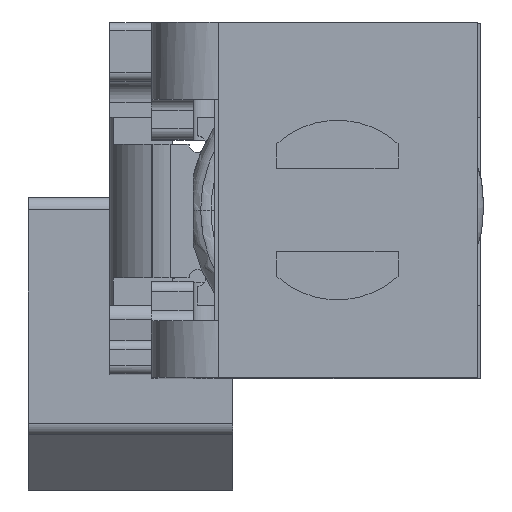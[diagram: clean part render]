
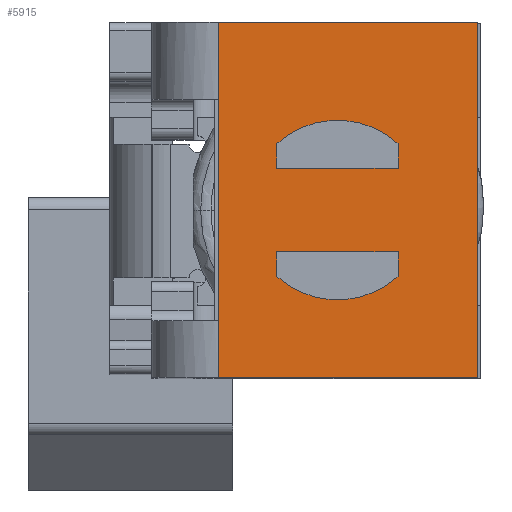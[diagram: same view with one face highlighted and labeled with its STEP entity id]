
A CAD part, top view. The second image highlights one B-rep face of the part: STEP entity #5915.
In plain terms, the highlighted planar face has unit normal (0, 0, 1).
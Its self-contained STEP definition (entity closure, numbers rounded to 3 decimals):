
#4903=AXIS2_PLACEMENT_3D('Circle Axis2P3D',#4901,#4902,$) ;
#4922=AXIS2_PLACEMENT_3D('Circle Axis2P3D',#4920,#4921,$) ;
#5883=AXIS2_PLACEMENT_3D('Plane Axis2P3D',#5880,#5881,#5882) ;
#1132=CARTESIAN_POINT('Vertex',(4.55,11.15,45.2)) ;
#1135=CARTESIAN_POINT('Line Origine',(7.65,11.15,45.2)) ;
#1139=CARTESIAN_POINT('Vertex',(10.75,11.15,45.2)) ;
#4841=CARTESIAN_POINT('Vertex',(8.85,5.063,45.2)) ;
#4844=CARTESIAN_POINT('Line Origine',(8.85,5.356,45.2)) ;
#4848=CARTESIAN_POINT('Vertex',(8.85,5.65,45.2)) ;
#4863=CARTESIAN_POINT('Line Origine',(7.4,5.65,45.2)) ;
#4867=CARTESIAN_POINT('Vertex',(5.95,5.65,45.2)) ;
#4882=CARTESIAN_POINT('Line Origine',(5.95,5.357,45.2)) ;
#4886=CARTESIAN_POINT('Vertex',(5.95,5.063,45.2)) ;
#4901=CARTESIAN_POINT('Axis2P3D Location',(7.4,6.65,45.2)) ;
#4917=CARTESIAN_POINT('Vertex',(8.85,8.238,45.2)) ;
#4920=CARTESIAN_POINT('Axis2P3D Location',(7.4,6.651,45.2)) ;
#4924=CARTESIAN_POINT('Vertex',(5.95,8.238,45.2)) ;
#4939=CARTESIAN_POINT('Line Origine',(5.95,7.944,45.2)) ;
#4943=CARTESIAN_POINT('Vertex',(5.95,7.65,45.2)) ;
#4958=CARTESIAN_POINT('Line Origine',(7.4,7.65,45.2)) ;
#4962=CARTESIAN_POINT('Vertex',(8.85,7.65,45.2)) ;
#4977=CARTESIAN_POINT('Line Origine',(8.85,7.944,45.2)) ;
#5861=CARTESIAN_POINT('Line Origine',(10.75,6.9,45.2)) ;
#5865=CARTESIAN_POINT('Vertex',(10.75,2.65,45.2)) ;
#5880=CARTESIAN_POINT('Axis2P3D Location',(4.55,2.65,45.2)) ;
#5885=CARTESIAN_POINT('Line Origine',(4.55,6.9,45.2)) ;
#5889=CARTESIAN_POINT('Vertex',(4.55,2.65,45.2)) ;
#5892=CARTESIAN_POINT('Line Origine',(7.65,2.65,45.2)) ;
#1136=DIRECTION('Vector Direction',(1.,0.,0.)) ;
#4845=DIRECTION('Vector Direction',(0.,-1.,0.)) ;
#4864=DIRECTION('Vector Direction',(1.,0.,0.)) ;
#4883=DIRECTION('Vector Direction',(0.,1.,0.)) ;
#4902=DIRECTION('Axis2P3D Direction',(0.,0.,1.)) ;
#4921=DIRECTION('Axis2P3D Direction',(0.,0.,1.)) ;
#4940=DIRECTION('Vector Direction',(0.,1.,0.)) ;
#4959=DIRECTION('Vector Direction',(-1.,0.,0.)) ;
#4978=DIRECTION('Vector Direction',(0.,-1.,0.)) ;
#5862=DIRECTION('Vector Direction',(0.,1.,0.)) ;
#5881=DIRECTION('Axis2P3D Direction',(0.,0.,1.)) ;
#5882=DIRECTION('Axis2P3D XDirection',(1.,0.,0.)) ;
#5886=DIRECTION('Vector Direction',(0.,-1.,0.)) ;
#5893=DIRECTION('Vector Direction',(1.,0.,0.)) ;
#1137=VECTOR('Line Direction',#1136,1.) ;
#4846=VECTOR('Line Direction',#4845,1.) ;
#4865=VECTOR('Line Direction',#4864,1.) ;
#4884=VECTOR('Line Direction',#4883,1.) ;
#4941=VECTOR('Line Direction',#4940,1.) ;
#4960=VECTOR('Line Direction',#4959,1.) ;
#4979=VECTOR('Line Direction',#4978,1.) ;
#5863=VECTOR('Line Direction',#5862,1.) ;
#5887=VECTOR('Line Direction',#5886,1.) ;
#5894=VECTOR('Line Direction',#5893,1.) ;
#5898=ORIENTED_EDGE('',*,*,#1141,.F.) ;
#5899=ORIENTED_EDGE('',*,*,#5891,.F.) ;
#5900=ORIENTED_EDGE('',*,*,#5896,.T.) ;
#5901=ORIENTED_EDGE('',*,*,#5867,.T.) ;
#5904=ORIENTED_EDGE('',*,*,#4981,.T.) ;
#5905=ORIENTED_EDGE('',*,*,#4964,.T.) ;
#5906=ORIENTED_EDGE('',*,*,#4945,.T.) ;
#5907=ORIENTED_EDGE('',*,*,#4926,.T.) ;
#5910=ORIENTED_EDGE('',*,*,#4905,.T.) ;
#5911=ORIENTED_EDGE('',*,*,#4888,.T.) ;
#5912=ORIENTED_EDGE('',*,*,#4869,.T.) ;
#5913=ORIENTED_EDGE('',*,*,#4850,.T.) ;
#5908=FACE_BOUND('',#5903,.T.) ;
#5914=FACE_BOUND('',#5909,.T.) ;
#5915=ADVANCED_FACE('V1',(#5902,#5908,#5914),#5884,.T.) ;
#4904=CIRCLE('generated circle',#4903,2.15) ;
#4923=CIRCLE('generated circle',#4922,2.15) ;
#1141=EDGE_CURVE('',#1133,#1140,#1138,.T.) ;
#4850=EDGE_CURVE('',#4849,#4842,#4847,.T.) ;
#4869=EDGE_CURVE('',#4868,#4849,#4866,.T.) ;
#4888=EDGE_CURVE('',#4887,#4868,#4885,.T.) ;
#4905=EDGE_CURVE('',#4842,#4887,#4904,.F.) ;
#4926=EDGE_CURVE('',#4925,#4918,#4923,.F.) ;
#4945=EDGE_CURVE('',#4944,#4925,#4942,.T.) ;
#4964=EDGE_CURVE('',#4963,#4944,#4961,.T.) ;
#4981=EDGE_CURVE('',#4918,#4963,#4980,.T.) ;
#5867=EDGE_CURVE('',#5866,#1140,#5864,.T.) ;
#5891=EDGE_CURVE('',#5890,#1133,#5888,.F.) ;
#5896=EDGE_CURVE('',#5890,#5866,#5895,.T.) ;
#5897=EDGE_LOOP('',(#5898,#5899,#5900,#5901)) ;
#5903=EDGE_LOOP('',(#5904,#5905,#5906,#5907)) ;
#5909=EDGE_LOOP('',(#5910,#5911,#5912,#5913)) ;
#5902=FACE_OUTER_BOUND('',#5897,.T.) ;
#1138=LINE('Line',#1135,#1137) ;
#4847=LINE('Line',#4844,#4846) ;
#4866=LINE('Line',#4863,#4865) ;
#4885=LINE('Line',#4882,#4884) ;
#4942=LINE('Line',#4939,#4941) ;
#4961=LINE('Line',#4958,#4960) ;
#4980=LINE('Line',#4977,#4979) ;
#5864=LINE('Line',#5861,#5863) ;
#5888=LINE('Line',#5885,#5887) ;
#5895=LINE('Line',#5892,#5894) ;
#5884=PLANE('',#5883) ;
#1133=VERTEX_POINT('',#1132) ;
#1140=VERTEX_POINT('',#1139) ;
#4842=VERTEX_POINT('',#4841) ;
#4849=VERTEX_POINT('',#4848) ;
#4868=VERTEX_POINT('',#4867) ;
#4887=VERTEX_POINT('',#4886) ;
#4918=VERTEX_POINT('',#4917) ;
#4925=VERTEX_POINT('',#4924) ;
#4944=VERTEX_POINT('',#4943) ;
#4963=VERTEX_POINT('',#4962) ;
#5866=VERTEX_POINT('',#5865) ;
#5890=VERTEX_POINT('',#5889) ;
